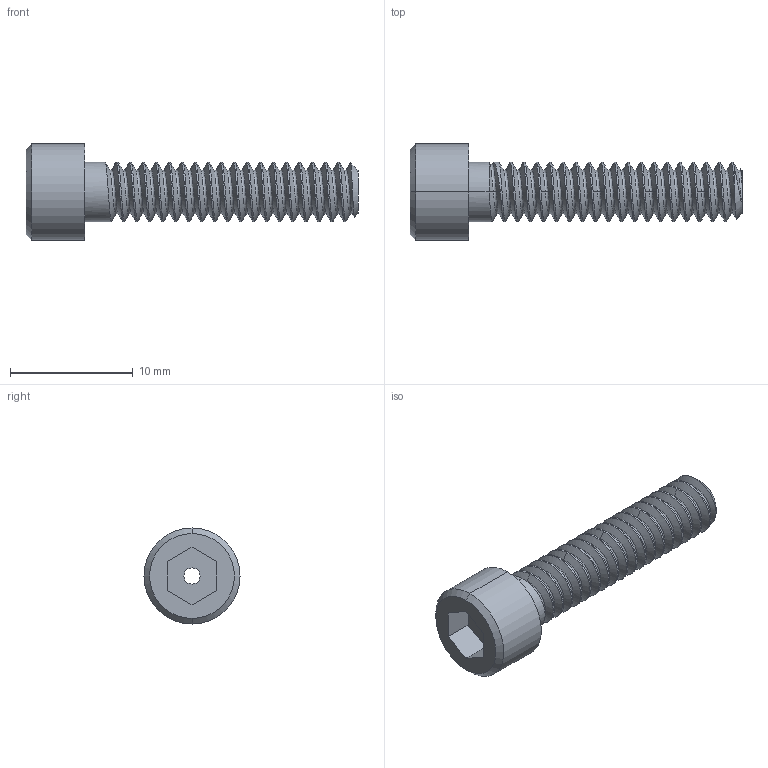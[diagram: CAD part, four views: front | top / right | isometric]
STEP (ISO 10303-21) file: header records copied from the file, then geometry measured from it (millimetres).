
FILE_DESCRIPTION((''),'2;1');
FILE_NAME('001_SOCKET_HEAD_INCH_ASM','2023-11-03T',('SYSTEM'),(''),'PRO/ENGINEER BY PARAMETRIC TECHNOLOGY CORPORATION, 2016360','PRO/ENGINEER BY PARAMETRIC TECHNOLOGY CORPORATION, 2016360','');
FILE_SCHEMA(('AUTOMOTIVE_DESIGN { 1 0 10303 214 1 1 1 1 }'));
Length unit declared in the file: inch
Products named in the file (2): C-U190_AF0; 001_SOCKET_HEAD_INCH_ASM
Assembly tree (1 placements, depth 2):
  001_SOCKET_HEAD_INCH_ASM
    C-U190_AF0
Bounding box: 27 x 7.81 x 7.81 mm (x, y, z)
Volume: 473 mm3; surface area: 805 mm2
Topology: 1 solids, 1 shells, 73 faces, 185 edges, 116 vertices
Faces by surface type: cylinder 41, bspline 18, plane 10, cone 4
Entity records: 8280 total; most frequent: CARTESIAN_POINT 6556, ORIENTED_EDGE 370, DIRECTION 220, EDGE_CURVE 185, VERTEX_POINT 116, COLOUR_RGB 110, B_SPLINE_CURVE_WITH_KNOTS 97, EDGE_LOOP 77
